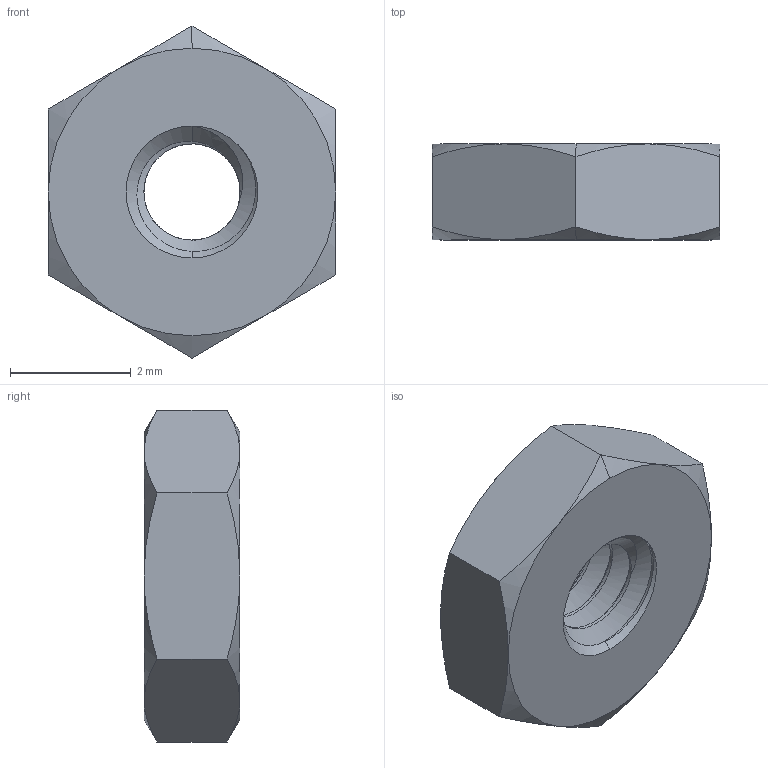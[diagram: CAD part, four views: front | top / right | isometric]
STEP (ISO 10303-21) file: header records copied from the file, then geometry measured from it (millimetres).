
FILE_DESCRIPTION (( 'STEP AP203' ), '1' );
FILE_NAME ('90480A003_Low-Strength Steel Hex Nut.STEP', '2021-07-11T09:25:17', ( 'Administrator' ), ( 'Managed by Terraform' ), 'SwSTEP 2.0', 'SolidWorks 2017', '' );
FILE_SCHEMA (( 'CONFIG_CONTROL_DESIGN' ));
Length unit declared in the file: inch
Products named in the file (1): 90480A003_Low-Strength Steel Hex Nut
Bounding box: 4.76 x 1.59 x 5.5 mm (x, y, z)
Volume: 26.2 mm3; surface area: 72.4 mm2
Topology: 1 solids, 1 shells, 39 faces, 91 edges, 54 vertices
Faces by surface type: cone 20, cylinder 8, plane 8, bspline 3
Entity records: 1707 total; most frequent: CARTESIAN_POINT 857, ORIENTED_EDGE 182, DIRECTION 133, EDGE_CURVE 91, AXIS2_PLACEMENT_3D 57, VERTEX_POINT 54, EDGE_LOOP 41, FACE_OUTER_BOUND 39
